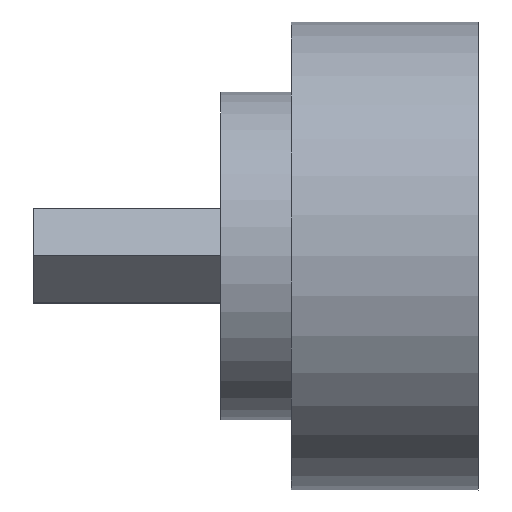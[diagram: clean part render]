
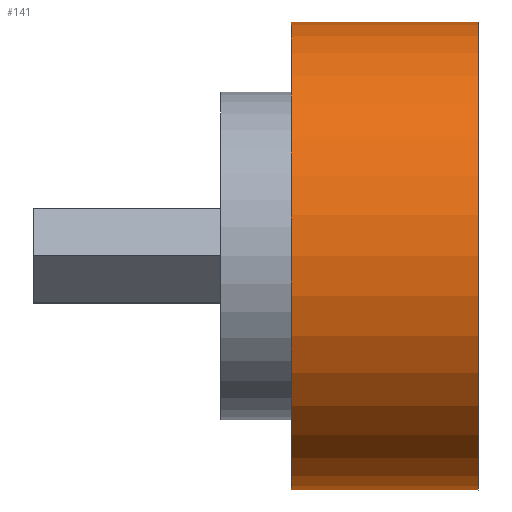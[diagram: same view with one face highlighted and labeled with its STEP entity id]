
A CAD part, top view. The second image highlights one B-rep face of the part: STEP entity #141.
In plain terms, the highlighted cylindrical face has radius 10 mm (diameter 20 mm), a partial arc.
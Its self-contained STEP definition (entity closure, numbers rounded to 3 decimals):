
#61=CARTESIAN_POINT('Vertex',(-47.672,-10.001,0.)) ;
#63=CARTESIAN_POINT('Vertex',(-47.672,9.999,0.)) ;
#66=CARTESIAN_POINT('Axis2P3D Location',(-47.672,-0.001,0.)) ;
#99=CARTESIAN_POINT('Line Origine',(-43.672,-10.001,0.)) ;
#103=CARTESIAN_POINT('Vertex',(-39.672,-10.001,0.)) ;
#106=CARTESIAN_POINT('Line Origine',(-43.672,9.999,0.)) ;
#110=CARTESIAN_POINT('Vertex',(-39.672,9.999,0.)) ;
#125=CARTESIAN_POINT('Axis2P3D Location',(-43.672,-0.001,0.)) ;
#130=CARTESIAN_POINT('Axis2P3D Location',(-39.672,-0.001,0.)) ;
#67=DIRECTION('Axis2P3D Direction',(1.,0.,0.)) ;
#100=DIRECTION('Vector Direction',(1.,0.,0.)) ;
#107=DIRECTION('Vector Direction',(1.,0.,0.)) ;
#126=DIRECTION('Axis2P3D Direction',(1.,0.,0.)) ;
#127=DIRECTION('Axis2P3D XDirection',(0.,1.,0.)) ;
#131=DIRECTION('Axis2P3D Direction',(1.,0.,0.)) ;
#68=AXIS2_PLACEMENT_3D('Circle Axis2P3D',#66,#67,$) ;
#128=AXIS2_PLACEMENT_3D('Cylinder Axis2P3D',#125,#126,#127) ;
#132=AXIS2_PLACEMENT_3D('Circle Axis2P3D',#130,#131,$) ;
#136=ORIENTED_EDGE('',*,*,#112,.F.) ;
#137=ORIENTED_EDGE('',*,*,#70,.T.) ;
#138=ORIENTED_EDGE('',*,*,#105,.T.) ;
#139=ORIENTED_EDGE('',*,*,#134,.F.) ;
#101=VECTOR('Line Direction',#100,1.) ;
#108=VECTOR('Line Direction',#107,1.) ;
#141=ADVANCED_FACE('bouton-reglage',(#140),#129,.T.) ;
#69=CIRCLE('generated circle',#68,10.) ;
#133=CIRCLE('generated circle',#132,10.) ;
#129=CYLINDRICAL_SURFACE('generated cylinder',#128,10.) ;
#70=EDGE_CURVE('',#64,#62,#69,.T.) ;
#105=EDGE_CURVE('',#62,#104,#102,.T.) ;
#112=EDGE_CURVE('',#64,#111,#109,.T.) ;
#134=EDGE_CURVE('',#111,#104,#133,.T.) ;
#135=EDGE_LOOP('',(#136,#137,#138,#139)) ;
#140=FACE_OUTER_BOUND('',#135,.T.) ;
#102=LINE('Line',#99,#101) ;
#109=LINE('Line',#106,#108) ;
#62=VERTEX_POINT('',#61) ;
#64=VERTEX_POINT('',#63) ;
#104=VERTEX_POINT('',#103) ;
#111=VERTEX_POINT('',#110) ;
